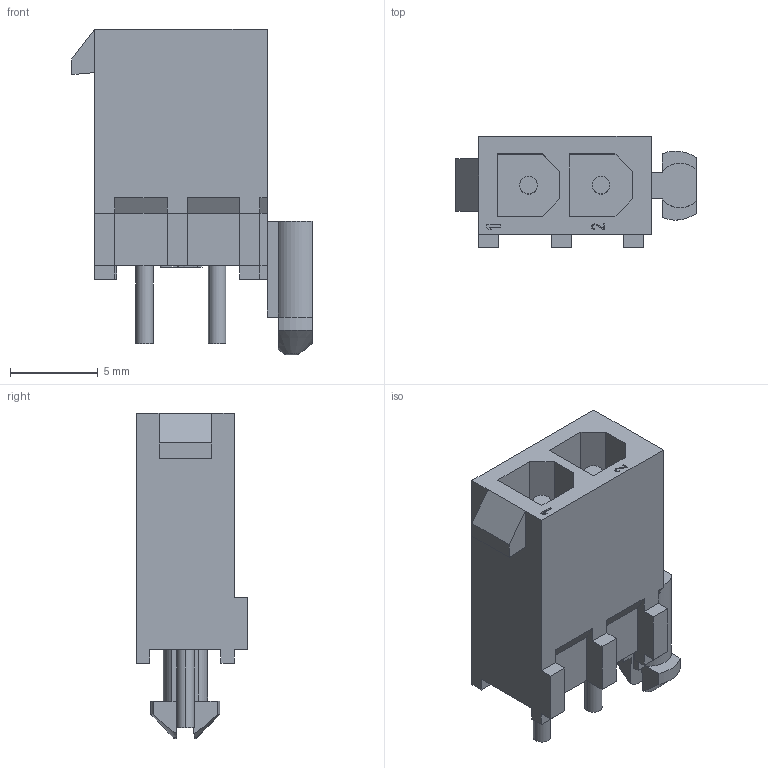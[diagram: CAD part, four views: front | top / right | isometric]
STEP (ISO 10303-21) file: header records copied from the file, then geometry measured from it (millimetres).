
FILE_DESCRIPTION((''),'2;1');
FILE_NAME('TYCO_1-770166-0.stp','2008-06-05T10:30:38',(''),(''),'Mechanical Desktop 2008','Mechanical Desktop 2008',', , ');
FILE_SCHEMA(('AUTOMOTIVE_DESIGN { 1 2 10303 214 1 1 1 1 }'));
Length unit declared in the file: millimetre
Products named in the file (1): Product
Bounding box: 13.69 x 6.35 x 18.57 mm (x, y, z)
Volume: 576.5 mm3; surface area: 991.6 mm2
Topology: 5 solids, 5 shells, 172 faces, 450 edges, 297 vertices
Faces by surface type: plane 152, cylinder 14, cone 2, torus 2, bspline 2
Entity records: 5331 total; most frequent: CARTESIAN_POINT 1044, ORIENTED_EDGE 900, DIRECTION 809, EDGE_CURVE 450, VECTOR 405, LINE 405, VERTEX_POINT 297, AXIS2_PLACEMENT_3D 202
